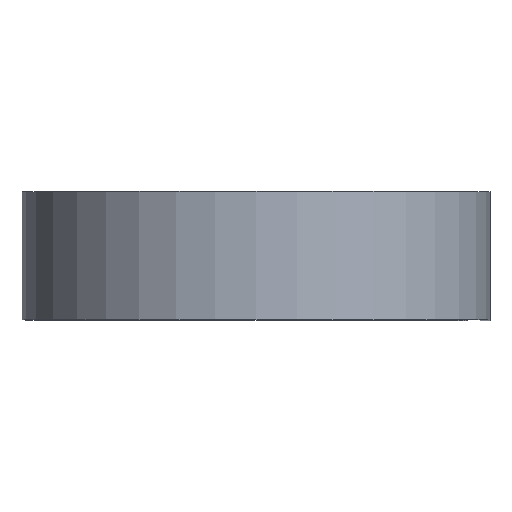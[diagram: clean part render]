
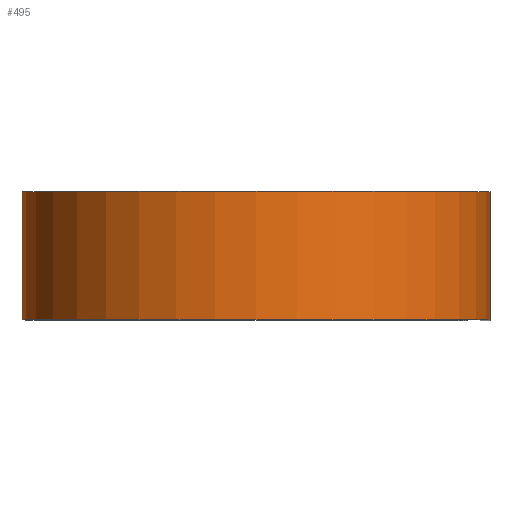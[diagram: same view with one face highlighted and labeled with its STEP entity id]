
A CAD part, top view. The second image highlights one B-rep face of the part: STEP entity #495.
In plain terms, the highlighted cylindrical face has radius 28.994 mm (diameter 57.988 mm), a partial arc.
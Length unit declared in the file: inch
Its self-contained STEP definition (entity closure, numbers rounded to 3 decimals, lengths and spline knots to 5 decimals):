
#32 = VECTOR ( 'NONE', #316, 39.37008 ) ;
#34 = CARTESIAN_POINT ( 'NONE',  ( 1.1415, 0.3125, 0. ) ) ;
#42 = LINE ( 'NONE', #526, #32 ) ;
#46 = CARTESIAN_POINT ( 'NONE',  ( 0., 0.3125, -1.1415 ) ) ;
#86 = VERTEX_POINT ( 'NONE', #34 ) ;
#96 = VERTEX_POINT ( 'NONE', #653 ) ;
#97 = ORIENTED_EDGE ( 'NONE', *, *, #576, .F. ) ;
#98 = VERTEX_POINT ( 'NONE', #284 ) ;
#103 = DIRECTION ( 'NONE',  ( 0., -1., 0. ) ) ;
#117 = CARTESIAN_POINT ( 'NONE',  ( 0., 0.3125, -1.1415 ) ) ;
#136 = CYLINDRICAL_SURFACE ( 'NONE', #323, 1.1415 ) ;
#164 = FACE_OUTER_BOUND ( 'NONE', #514, .T. ) ;
#171 = AXIS2_PLACEMENT_3D ( 'NONE', #376, #477, #527 ) ;
#191 = LINE ( 'NONE', #117, #725 ) ;
#271 = EDGE_CURVE ( 'NONE', #418, #98, #191, .T. ) ;
#284 = CARTESIAN_POINT ( 'NONE',  ( 0., -0.3125, -1.1415 ) ) ;
#295 = ORIENTED_EDGE ( 'NONE', *, *, #636, .T. ) ;
#305 = AXIS2_PLACEMENT_3D ( 'NONE', #437, #440, #492 ) ;
#316 = DIRECTION ( 'NONE',  ( 0., -1., 0. ) ) ;
#323 = AXIS2_PLACEMENT_3D ( 'NONE', #408, #343, #410 ) ;
#340 = CIRCLE ( 'NONE', #305, 1.1415 ) ;
#343 = DIRECTION ( 'NONE',  ( 0., -1., 0. ) ) ;
#376 = CARTESIAN_POINT ( 'NONE',  ( 0., -0.3125, 0. ) ) ;
#408 = CARTESIAN_POINT ( 'NONE',  ( 0., 0.3125, 0. ) ) ;
#410 = DIRECTION ( 'NONE',  ( 0., 0., -1. ) ) ;
#418 = VERTEX_POINT ( 'NONE', #46 ) ;
#437 = CARTESIAN_POINT ( 'NONE',  ( 0., 0.3125, 0. ) ) ;
#440 = DIRECTION ( 'NONE',  ( 0., 1., 0. ) ) ;
#458 = ORIENTED_EDGE ( 'NONE', *, *, #711, .F. ) ;
#477 = DIRECTION ( 'NONE',  ( 0., 1., 0. ) ) ;
#492 = DIRECTION ( 'NONE',  ( 1., 0., 0. ) ) ;
#495 = ADVANCED_FACE ( 'NONE', ( #164 ), #136, .T. ) ;
#514 = EDGE_LOOP ( 'NONE', ( #295, #97, #458, #561 ) ) ;
#526 = CARTESIAN_POINT ( 'NONE',  ( 1.1415, 0.3125, 0. ) ) ;
#527 = DIRECTION ( 'NONE',  ( 1., 0., 0. ) ) ;
#561 = ORIENTED_EDGE ( 'NONE', *, *, #271, .T. ) ;
#576 = EDGE_CURVE ( 'NONE', #86, #96, #42, .T. ) ;
#636 = EDGE_CURVE ( 'NONE', #98, #96, #719, .T. ) ;
#653 = CARTESIAN_POINT ( 'NONE',  ( 1.1415, -0.3125, 0. ) ) ;
#711 = EDGE_CURVE ( 'NONE', #418, #86, #340, .T. ) ;
#719 = CIRCLE ( 'NONE', #171, 1.1415 ) ;
#725 = VECTOR ( 'NONE', #103, 39.37008 ) ;
